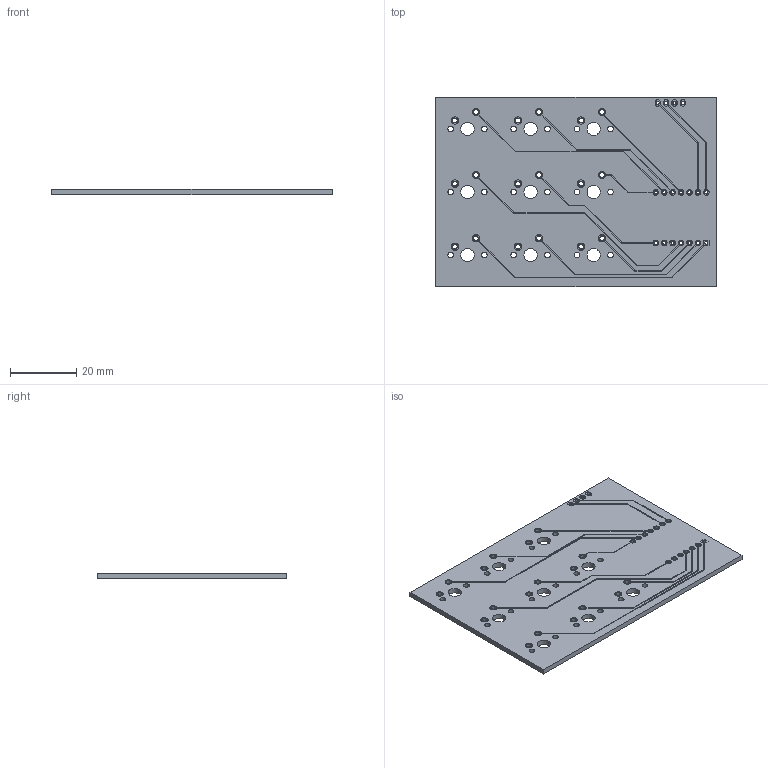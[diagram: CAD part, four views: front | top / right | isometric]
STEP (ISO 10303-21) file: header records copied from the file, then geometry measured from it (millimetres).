
FILE_DESCRIPTION(('KiCad electronic assembly'),'2;1');
FILE_NAME('hackpad.step','2024-10-14T12:11:13',('Pcbnew'),('Kicad'), 'Open CASCADE STEP processor 7.8','KiCad to STEP converter','Unknown' );
FILE_SCHEMA(('AUTOMOTIVE_DESIGN { 1 0 10303 214 1 1 1 1 }'));
Length unit declared in the file: millimetre
Products named in the file (215): hackpad 1; _autosave-hackpad-align_track_1; _autosave-hackpad-align_track_2; _autosave-hackpad-align_track_3; _autosave-hackpad-align_track_4; _autosave-hackpad-align_track_5; _autosave-hackpad-align_track_6; _autosave-hackpad-align_track_7; _autosave-hackpad-align_track_8; _autosave-hackpad-align_track_9; _autosave-hackpad-align_track_10; _autosave-hackpad-align_track_11; _autosave-hackpad-align_track_12; _autosave-hackpad-align_track_13; _autosave-hackpad-align_track_14; _autosave-hackpad-align_track_15; _autosave-hackpad-align_track_16; _autosave-hackpad-align_track_17; _autosave-hackpad-align_track_18; _autosave-hackpad-align_track_19; _autosave-hackpad-align_track_20; _autosave-hackpad-align_track_21; _autosave-hackpad-align_track_22; _autosave-hackpad-align_track_23; _autosave-hackpad-align_track_24; _autosave-hackpad-align_track_25; _autosave-hackpad-align_track_26; _autosave-hackpad-align_track_27; _autosave-hackpad-align_track_28; _autosave-hackpad-align_track_29; _autosave-hackpad-align_track_30; _autosave-hackpad-align_track_31; _autosave-hackpad-align_track_32; _autosave-hackpad-align_track_33; _autosave-hackpad-align_track_34; _autosave-hackpad-align_track_35; _autosave-hackpad-align_track_36; _autosave-hackpad-align_track_37; _autosave-hackpad-align_track_38; _autosave-hackpad-align_track_39 ...
Assembly tree (214 placements, depth 2):
  hackpad 1
    _autosave-hackpad-align_track_1
    _autosave-hackpad-align_track_2
    _autosave-hackpad-align_track_3
    _autosave-hackpad-align_track_4
    _autosave-hackpad-align_track_5
    _autosave-hackpad-align_track_6
    _autosave-hackpad-align_track_7
    _autosave-hackpad-align_track_8
    _autosave-hackpad-align_track_9
    _autosave-hackpad-align_track_10
    _autosave-hackpad-align_track_11
    _autosave-hackpad-align_track_12
    _autosave-hackpad-align_track_13
    _autosave-hackpad-align_track_14
    _autosave-hackpad-align_track_15
    _autosave-hackpad-align_track_16
    _autosave-hackpad-align_track_17
    _autosave-hackpad-align_track_18
    _autosave-hackpad-align_track_19
    _autosave-hackpad-align_track_20
    _autosave-hackpad-align_track_21
    _autosave-hackpad-align_track_22
    _autosave-hackpad-align_track_23
    _autosave-hackpad-align_track_24
    _autosave-hackpad-align_track_25
    _autosave-hackpad-align_track_26
    _autosave-hackpad-align_track_27
    _autosave-hackpad-align_track_28
    _autosave-hackpad-align_track_29
    _autosave-hackpad-align_track_30
    _autosave-hackpad-align_track_31
    _autosave-hackpad-align_track_32
    _autosave-hackpad-align_track_33
    _autosave-hackpad-align_track_34
    _autosave-hackpad-align_track_35
    _autosave-hackpad-align_track_36
    _autosave-hackpad-align_track_37
    _autosave-hackpad-align_track_38
    _autosave-hackpad-align_track_39
    _autosave-hackpad-align_track_40
    _autosave-hackpad-align_track_41
    _autosave-hackpad-align_track_42
    _autosave-hackpad-align_track_43
    _autosave-hackpad-align_track_44
    _autosave-hackpad-align_track_45
    _autosave-hackpad-align_track_46
    _autosave-hackpad-align_track_47
    _autosave-hackpad-align_track_48
    _autosave-hackpad-align_track_49
    _autosave-hackpad-align_track_50
    _autosave-hackpad-align_track_51
    _autosave-hackpad-align_pad_1
    _autosave-hackpad-align_pad_2
    _autosave-hackpad-align_pad_3
    _autosave-hackpad-align_pad_4
    _autosave-hackpad-align_pad_5
    _autosave-hackpad-align_pad_6
    _autosave-hackpad-align_pad_7
    _autosave-hackpad-align_pad_8
Bounding box: 84.55 x 57.15 x 1.67 mm (x, y, z)
Volume: 7427.7 mm3; surface area: 11432.7 mm2
Topology: 159 solids, 159 shells, 1089 faces, 2313 edges, 1542 vertices
Faces by surface type: plane 718, cylinder 371
Full cylindrical faces by diameter (mm): 0.95 x54, 1 x36, 1.45 x54, 1.5 x36, 1.7 x44, 2.2 x36, 4 x9
Entity records: 34873 total; most frequent: DIRECTION 5663, CARTESIAN_POINT 5159, ORIENTED_EDGE 4626, EDGE_CURVE 2313, AXIS2_PLACEMENT_3D 2046, LINE 1571, VECTOR 1571, VERTEX_POINT 1542
